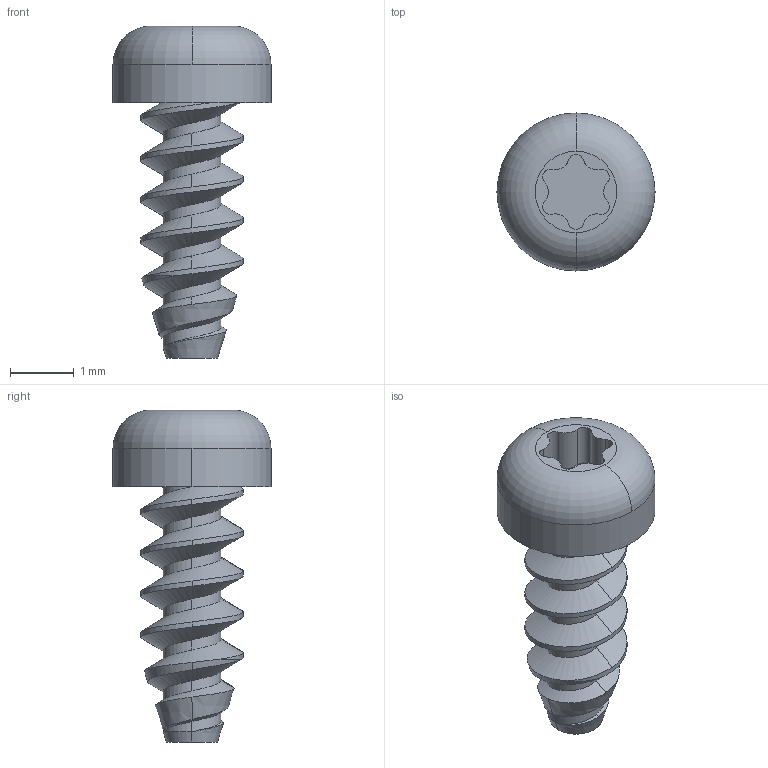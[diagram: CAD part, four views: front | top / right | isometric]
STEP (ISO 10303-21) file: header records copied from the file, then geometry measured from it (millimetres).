
FILE_DESCRIPTION (( 'STEP AP203' ), '1' );
FILE_NAME ('96817A113.step', '2013-02-13T17:06:52', ( 'Admin' ), ( 'Microsoft' ), 'SwSTEP 2.0', 'SolidWorks 2012', '' );
FILE_SCHEMA (( 'CONFIG_CONTROL_DESIGN' ));
Length unit declared in the file: millimetre
Products named in the file (1): 96817A113
Bounding box: 2.48 x 2.48 x 5.2 mm (x, y, z)
Volume: 9.1 mm3; surface area: 41.5 mm2
Topology: 1 solids, 1 shells, 65 faces, 184 edges, 123 vertices
Faces by surface type: cylinder 41, bspline 13, cone 5, plane 4, torus 2
Entity records: 3009 total; most frequent: CARTESIAN_POINT 1460, ORIENTED_EDGE 368, DIRECTION 263, EDGE_CURVE 184, VERTEX_POINT 123, AXIS2_PLACEMENT_3D 104, EDGE_LOOP 67, FACE_OUTER_BOUND 65
